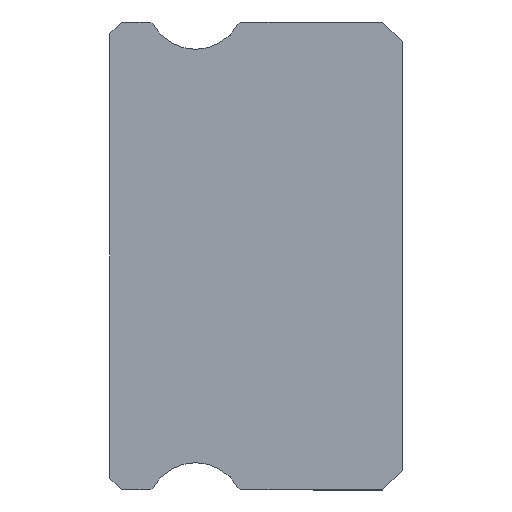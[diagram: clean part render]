
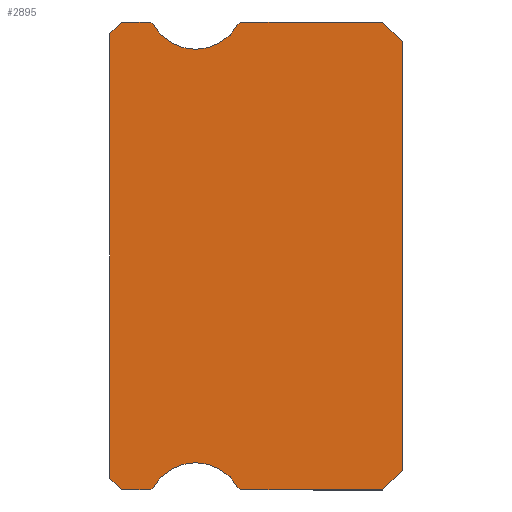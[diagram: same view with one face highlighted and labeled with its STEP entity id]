
A CAD part, left-side view. The second image highlights one B-rep face of the part: STEP entity #2895.
In plain terms, the highlighted planar face has unit normal (-1, 0, 0).
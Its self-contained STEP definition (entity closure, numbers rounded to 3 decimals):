
#11 = VERTEX_POINT ( 'NONE', #1877 ) ;
#66 = ORIENTED_EDGE ( 'NONE', *, *, #330, .F. ) ;
#179 = VERTEX_POINT ( 'NONE', #3432 ) ;
#221 = CARTESIAN_POINT ( 'NONE',  ( -12.5, 4.217, -5.925 ) ) ;
#233 = VECTOR ( 'NONE', #3159, 1000. ) ;
#330 = EDGE_CURVE ( 'NONE', #11, #3719, #4981, .T. ) ;
#363 = ORIENTED_EDGE ( 'NONE', *, *, #1628, .F. ) ;
#381 = EDGE_CURVE ( 'NONE', #179, #1024, #5014, .T. ) ;
#498 = VERTEX_POINT ( 'NONE', #1954 ) ;
#557 = DIRECTION ( 'NONE',  ( 0., 0., -1. ) ) ;
#694 = AXIS2_PLACEMENT_3D ( 'NONE', #5582, #5025, #6086 ) ;
#709 = ORIENTED_EDGE ( 'NONE', *, *, #3677, .T. ) ;
#753 = DIRECTION ( 'NONE',  ( 0., 0., -1. ) ) ;
#853 = DIRECTION ( 'NONE',  ( 0., 0.707, -0.707 ) ) ;
#856 = ORIENTED_EDGE ( 'NONE', *, *, #3933, .F. ) ;
#898 = VECTOR ( 'NONE', #3928, 1000. ) ;
#918 = VECTOR ( 'NONE', #1410, 1000. ) ;
#955 = DIRECTION ( 'NONE',  ( 0., 1., 0. ) ) ;
#997 = CIRCLE ( 'NONE', #2610, 1.25 ) ;
#1024 = VERTEX_POINT ( 'NONE', #2177 ) ;
#1034 = LINE ( 'NONE', #4281, #1058 ) ;
#1058 = VECTOR ( 'NONE', #5820, 1000. ) ;
#1079 = DIRECTION ( 'NONE',  ( 1., 0., 0. ) ) ;
#1108 = CARTESIAN_POINT ( 'NONE',  ( -12.5, 0., -5.5 ) ) ;
#1149 = EDGE_CURVE ( 'NONE', #1585, #3291, #3174, .T. ) ;
#1166 = CARTESIAN_POINT ( 'NONE',  ( -12.5, 4.088, 5.85 ) ) ;
#1252 = VECTOR ( 'NONE', #4747, 1000. ) ;
#1257 = EDGE_CURVE ( 'NONE', #3291, #3555, #1034, .T. ) ;
#1316 = ORIENTED_EDGE ( 'NONE', *, *, #4034, .F. ) ;
#1359 = CARTESIAN_POINT ( 'NONE',  ( -12.5, 7.5, 5.7 ) ) ;
#1364 = CARTESIAN_POINT ( 'NONE',  ( -12.5, 7.5, -5.7 ) ) ;
#1377 = DIRECTION ( 'NONE',  ( 0., 0., -1. ) ) ;
#1408 = CARTESIAN_POINT ( 'NONE',  ( -12.5, 7.2, 6. ) ) ;
#1410 = DIRECTION ( 'NONE',  ( 0., 0.707, -0.707 ) ) ;
#1523 = DIRECTION ( 'NONE',  ( 0., -0.707, -0.707 ) ) ;
#1585 = VERTEX_POINT ( 'NONE', #5042 ) ;
#1624 = EDGE_CURVE ( 'NONE', #3712, #4623, #4679, .T. ) ;
#1628 = EDGE_CURVE ( 'NONE', #3466, #498, #2676, .T. ) ;
#1630 = CARTESIAN_POINT ( 'NONE',  ( -12.5, 4.088, -6. ) ) ;
#1634 = ORIENTED_EDGE ( 'NONE', *, *, #3666, .F. ) ;
#1646 = DIRECTION ( 'NONE',  ( 0., 0., -1. ) ) ;
#1737 = ORIENTED_EDGE ( 'NONE', *, *, #5174, .F. ) ;
#1796 = CARTESIAN_POINT ( 'NONE',  ( -12.5, 6.383, -5.925 ) ) ;
#1861 = CARTESIAN_POINT ( 'NONE',  ( -12.5, 6.512, -6. ) ) ;
#1864 = LINE ( 'NONE', #5261, #4026 ) ;
#1877 = CARTESIAN_POINT ( 'NONE',  ( -12.5, 0.5, -6. ) ) ;
#1906 = VECTOR ( 'NONE', #1523, 1000. ) ;
#1954 = CARTESIAN_POINT ( 'NONE',  ( -12.5, 7.5, 5.7 ) ) ;
#1956 = VERTEX_POINT ( 'NONE', #221 ) ;
#2110 = VECTOR ( 'NONE', #853, 1000. ) ;
#2177 = CARTESIAN_POINT ( 'NONE',  ( -12.5, 6.512, -6. ) ) ;
#2203 = DIRECTION ( 'NONE',  ( 0., 0., 1. ) ) ;
#2228 = DIRECTION ( 'NONE',  ( 1., 0., 0. ) ) ;
#2517 = LINE ( 'NONE', #4021, #898 ) ;
#2522 = AXIS2_PLACEMENT_3D ( 'NONE', #3627, #2228, #5691 ) ;
#2538 = ORIENTED_EDGE ( 'NONE', *, *, #4554, .T. ) ;
#2567 = PLANE ( 'NONE',  #4791 ) ;
#2610 = AXIS2_PLACEMENT_3D ( 'NONE', #5296, #4789, #1377 ) ;
#2630 = DIRECTION ( 'NONE',  ( 1., 0., 0. ) ) ;
#2658 = DIRECTION ( 'NONE',  ( 0., 0., -1. ) ) ;
#2676 = LINE ( 'NONE', #4587, #3281 ) ;
#2831 = CIRCLE ( 'NONE', #2522, 0.15 ) ;
#2895 = ADVANCED_FACE ( 'NONE', ( #3463 ), #2567, .F. ) ;
#3039 = CARTESIAN_POINT ( 'NONE',  ( -12.5, 6.512, -6. ) ) ;
#3081 = AXIS2_PLACEMENT_3D ( 'NONE', #3608, #3151, #753 ) ;
#3147 = LINE ( 'NONE', #5189, #4114 ) ;
#3151 = DIRECTION ( 'NONE',  ( -1., 0., 0. ) ) ;
#3159 = DIRECTION ( 'NONE',  ( 0., 1., 0. ) ) ;
#3174 = CIRCLE ( 'NONE', #5690, 0.15 ) ;
#3257 = ORIENTED_EDGE ( 'NONE', *, *, #4563, .T. ) ;
#3268 = LINE ( 'NONE', #1359, #2110 ) ;
#3281 = VECTOR ( 'NONE', #2203, 1000. ) ;
#3291 = VERTEX_POINT ( 'NONE', #5376 ) ;
#3432 = CARTESIAN_POINT ( 'NONE',  ( -12.5, 7.2, -6. ) ) ;
#3435 = CARTESIAN_POINT ( 'NONE',  ( -12.5, 0., -5.5 ) ) ;
#3463 = FACE_OUTER_BOUND ( 'NONE', #5457, .T. ) ;
#3466 = VERTEX_POINT ( 'NONE', #1364 ) ;
#3473 = CARTESIAN_POINT ( 'NONE',  ( -12.5, 6.383, 5.925 ) ) ;
#3511 = ORIENTED_EDGE ( 'NONE', *, *, #381, .T. ) ;
#3555 = VERTEX_POINT ( 'NONE', #6005 ) ;
#3608 = CARTESIAN_POINT ( 'NONE',  ( -12.5, 5.3, 6.55 ) ) ;
#3627 = CARTESIAN_POINT ( 'NONE',  ( -12.5, 6.512, -5.85 ) ) ;
#3666 = EDGE_CURVE ( 'NONE', #6173, #3712, #4207, .T. ) ;
#3677 = EDGE_CURVE ( 'NONE', #3466, #179, #2517, .T. ) ;
#3712 = VERTEX_POINT ( 'NONE', #3473 ) ;
#3719 = VERTEX_POINT ( 'NONE', #1630 ) ;
#3738 = ORIENTED_EDGE ( 'NONE', *, *, #1149, .F. ) ;
#3903 = VERTEX_POINT ( 'NONE', #1796 ) ;
#3928 = DIRECTION ( 'NONE',  ( 0., -0.707, -0.707 ) ) ;
#3933 = EDGE_CURVE ( 'NONE', #3719, #1956, #4398, .T. ) ;
#3957 = CARTESIAN_POINT ( 'NONE',  ( -12.5, 6.512, 5.85 ) ) ;
#3980 = VERTEX_POINT ( 'NONE', #1408 ) ;
#4003 = AXIS2_PLACEMENT_3D ( 'NONE', #3957, #5872, #557 ) ;
#4021 = CARTESIAN_POINT ( 'NONE',  ( -12.5, 7.2, -6. ) ) ;
#4026 = VECTOR ( 'NONE', #955, 1000. ) ;
#4034 = EDGE_CURVE ( 'NONE', #1956, #3903, #997, .T. ) ;
#4114 = VECTOR ( 'NONE', #5154, 1000. ) ;
#4152 = ORIENTED_EDGE ( 'NONE', *, *, #5907, .F. ) ;
#4207 = CIRCLE ( 'NONE', #4003, 0.15 ) ;
#4281 = CARTESIAN_POINT ( 'NONE',  ( -12.5, 6.512, 6. ) ) ;
#4283 = CARTESIAN_POINT ( 'NONE',  ( -12.5, 0., 5.5 ) ) ;
#4398 = CIRCLE ( 'NONE', #694, 0.15 ) ;
#4495 = CARTESIAN_POINT ( 'NONE',  ( -12.5, 5.3, 6.55 ) ) ;
#4529 = ORIENTED_EDGE ( 'NONE', *, *, #5082, .T. ) ;
#4537 = ORIENTED_EDGE ( 'NONE', *, *, #5954, .F. ) ;
#4554 = EDGE_CURVE ( 'NONE', #5985, #4987, #3147, .T. ) ;
#4563 = EDGE_CURVE ( 'NONE', #3980, #498, #3268, .T. ) ;
#4587 = CARTESIAN_POINT ( 'NONE',  ( -12.5, 7.5, 5.85 ) ) ;
#4623 = VERTEX_POINT ( 'NONE', #5712 ) ;
#4679 = CIRCLE ( 'NONE', #3081, 1.25 ) ;
#4685 = ORIENTED_EDGE ( 'NONE', *, *, #1624, .F. ) ;
#4747 = DIRECTION ( 'NONE',  ( 0., -1., 0. ) ) ;
#4762 = CARTESIAN_POINT ( 'NONE',  ( -12.5, 0.5, 6. ) ) ;
#4773 = EDGE_CURVE ( 'NONE', #4623, #1585, #5309, .T. ) ;
#4789 = DIRECTION ( 'NONE',  ( -1., 0., 0. ) ) ;
#4791 = AXIS2_PLACEMENT_3D ( 'NONE', #5381, #1079, #1646 ) ;
#4807 = AXIS2_PLACEMENT_3D ( 'NONE', #4495, #5327, #5380 ) ;
#4981 = LINE ( 'NONE', #3039, #233 ) ;
#4987 = VERTEX_POINT ( 'NONE', #4283 ) ;
#5014 = LINE ( 'NONE', #1861, #1252 ) ;
#5025 = DIRECTION ( 'NONE',  ( 1., 0., 0. ) ) ;
#5042 = CARTESIAN_POINT ( 'NONE',  ( -12.5, 4.217, 5.925 ) ) ;
#5082 = EDGE_CURVE ( 'NONE', #6173, #3980, #1864, .T. ) ;
#5154 = DIRECTION ( 'NONE',  ( 0., 0., 1. ) ) ;
#5174 = EDGE_CURVE ( 'NONE', #3903, #1024, #2831, .T. ) ;
#5189 = CARTESIAN_POINT ( 'NONE',  ( -12.5, 0., 5.5 ) ) ;
#5215 = ORIENTED_EDGE ( 'NONE', *, *, #1257, .F. ) ;
#5261 = CARTESIAN_POINT ( 'NONE',  ( -12.5, 7.2, 6. ) ) ;
#5273 = LINE ( 'NONE', #3435, #918 ) ;
#5296 = CARTESIAN_POINT ( 'NONE',  ( -12.5, 5.3, -6.55 ) ) ;
#5309 = CIRCLE ( 'NONE', #4807, 1.25 ) ;
#5327 = DIRECTION ( 'NONE',  ( -1., 0., 0. ) ) ;
#5376 = CARTESIAN_POINT ( 'NONE',  ( -12.5, 4.088, 6. ) ) ;
#5380 = DIRECTION ( 'NONE',  ( 0., 0., -1. ) ) ;
#5381 = CARTESIAN_POINT ( 'NONE',  ( -12.5, 6.512, 5.85 ) ) ;
#5457 = EDGE_LOOP ( 'NONE', ( #3257, #363, #709, #3511, #1737, #1316, #856, #66, #4152, #2538, #4537, #5215, #3738, #6128, #4685, #1634, #4529 ) ) ;
#5582 = CARTESIAN_POINT ( 'NONE',  ( -12.5, 4.088, -5.85 ) ) ;
#5690 = AXIS2_PLACEMENT_3D ( 'NONE', #1166, #2630, #2658 ) ;
#5691 = DIRECTION ( 'NONE',  ( 0., 0., -1. ) ) ;
#5712 = CARTESIAN_POINT ( 'NONE',  ( -12.5, 5.3, 5.3 ) ) ;
#5802 = LINE ( 'NONE', #4762, #1906 ) ;
#5820 = DIRECTION ( 'NONE',  ( 0., -1., 0. ) ) ;
#5854 = CARTESIAN_POINT ( 'NONE',  ( -12.5, 6.512, 6. ) ) ;
#5872 = DIRECTION ( 'NONE',  ( 1., 0., 0. ) ) ;
#5907 = EDGE_CURVE ( 'NONE', #5985, #11, #5273, .T. ) ;
#5954 = EDGE_CURVE ( 'NONE', #3555, #4987, #5802, .T. ) ;
#5985 = VERTEX_POINT ( 'NONE', #1108 ) ;
#6005 = CARTESIAN_POINT ( 'NONE',  ( -12.5, 0.5, 6. ) ) ;
#6086 = DIRECTION ( 'NONE',  ( 0., 0., -1. ) ) ;
#6128 = ORIENTED_EDGE ( 'NONE', *, *, #4773, .F. ) ;
#6173 = VERTEX_POINT ( 'NONE', #5854 ) ;
